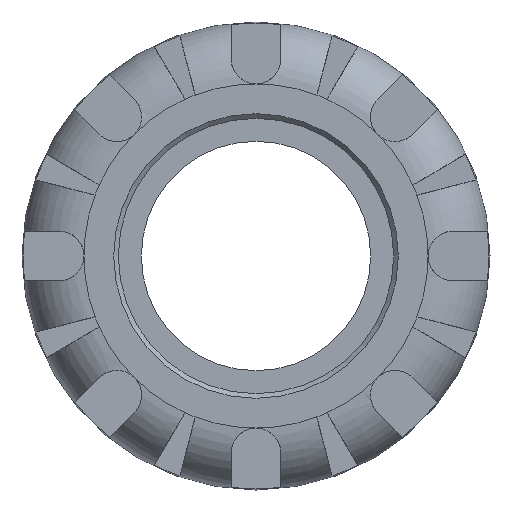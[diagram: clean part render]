
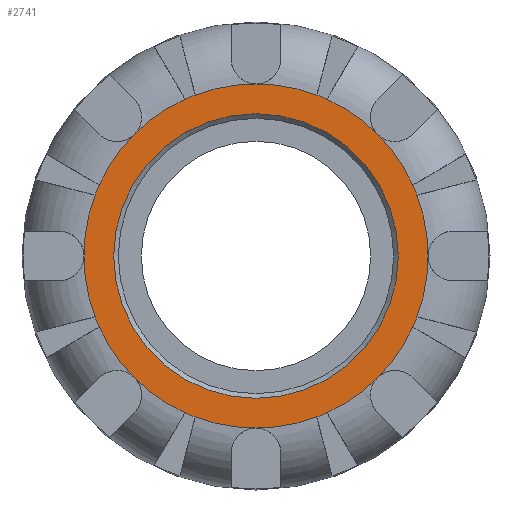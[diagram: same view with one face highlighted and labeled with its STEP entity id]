
A CAD part, left-side view. The second image highlights one B-rep face of the part: STEP entity #2741.
In plain terms, the highlighted planar face has unit normal (-1, 0, 0).
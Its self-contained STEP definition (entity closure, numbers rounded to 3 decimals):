
#22=FACE_BOUND('',#619,.T.);
#47=PLANE('',#2921);
#453=FACE_OUTER_BOUND('',#618,.T.);
#618=EDGE_LOOP('',(#1765,#1766,#1767,#1768,#1769,#1770,#1771,#1772,#1773,
#1774,#1775,#1776,#1777,#1778,#1779,#1780,#1781,#1782,#1783,#1784,#1785,
#1786,#1787,#1788));
#619=EDGE_LOOP('',(#1789));
#796=CIRCLE('',#2920,25.85);
#797=CIRCLE('',#2922,31.25);
#798=CIRCLE('',#2923,31.25);
#799=CIRCLE('',#2924,31.25);
#800=CIRCLE('',#2925,31.25);
#801=CIRCLE('',#2926,31.25);
#802=CIRCLE('',#2927,31.25);
#803=CIRCLE('',#2928,31.25);
#804=CIRCLE('',#2929,31.25);
#805=CIRCLE('',#2930,31.25);
#806=CIRCLE('',#2931,31.25);
#807=CIRCLE('',#2932,31.25);
#808=CIRCLE('',#2933,31.25);
#809=CIRCLE('',#2934,31.25);
#810=CIRCLE('',#2935,31.25);
#811=CIRCLE('',#2936,31.25);
#812=CIRCLE('',#2937,31.25);
#813=CIRCLE('',#2938,31.25);
#814=CIRCLE('',#2939,31.25);
#815=CIRCLE('',#2940,31.25);
#816=CIRCLE('',#2941,31.25);
#817=CIRCLE('',#2942,31.25);
#818=CIRCLE('',#2943,31.25);
#819=CIRCLE('',#2944,31.25);
#820=CIRCLE('',#2945,31.25);
#1066=VERTEX_POINT('',#4271);
#1067=VERTEX_POINT('',#4274);
#1068=VERTEX_POINT('',#4275);
#1069=VERTEX_POINT('',#4277);
#1070=VERTEX_POINT('',#4279);
#1071=VERTEX_POINT('',#4281);
#1072=VERTEX_POINT('',#4283);
#1073=VERTEX_POINT('',#4285);
#1074=VERTEX_POINT('',#4287);
#1075=VERTEX_POINT('',#4289);
#1076=VERTEX_POINT('',#4291);
#1077=VERTEX_POINT('',#4293);
#1078=VERTEX_POINT('',#4295);
#1079=VERTEX_POINT('',#4297);
#1080=VERTEX_POINT('',#4299);
#1081=VERTEX_POINT('',#4301);
#1082=VERTEX_POINT('',#4303);
#1083=VERTEX_POINT('',#4305);
#1084=VERTEX_POINT('',#4307);
#1085=VERTEX_POINT('',#4309);
#1086=VERTEX_POINT('',#4311);
#1087=VERTEX_POINT('',#4313);
#1088=VERTEX_POINT('',#4315);
#1089=VERTEX_POINT('',#4317);
#1090=VERTEX_POINT('',#4319);
#1336=EDGE_CURVE('',#1066,#1066,#796,.T.);
#1337=EDGE_CURVE('',#1067,#1068,#797,.T.);
#1338=EDGE_CURVE('',#1069,#1067,#798,.T.);
#1339=EDGE_CURVE('',#1070,#1069,#799,.T.);
#1340=EDGE_CURVE('',#1071,#1070,#800,.T.);
#1341=EDGE_CURVE('',#1072,#1071,#801,.T.);
#1342=EDGE_CURVE('',#1073,#1072,#802,.T.);
#1343=EDGE_CURVE('',#1074,#1073,#803,.T.);
#1344=EDGE_CURVE('',#1075,#1074,#804,.T.);
#1345=EDGE_CURVE('',#1076,#1075,#805,.T.);
#1346=EDGE_CURVE('',#1077,#1076,#806,.T.);
#1347=EDGE_CURVE('',#1078,#1077,#807,.T.);
#1348=EDGE_CURVE('',#1079,#1078,#808,.T.);
#1349=EDGE_CURVE('',#1080,#1079,#809,.T.);
#1350=EDGE_CURVE('',#1081,#1080,#810,.T.);
#1351=EDGE_CURVE('',#1082,#1081,#811,.T.);
#1352=EDGE_CURVE('',#1083,#1082,#812,.T.);
#1353=EDGE_CURVE('',#1084,#1083,#813,.T.);
#1354=EDGE_CURVE('',#1085,#1084,#814,.T.);
#1355=EDGE_CURVE('',#1086,#1085,#815,.T.);
#1356=EDGE_CURVE('',#1087,#1086,#816,.T.);
#1357=EDGE_CURVE('',#1088,#1087,#817,.T.);
#1358=EDGE_CURVE('',#1089,#1088,#818,.T.);
#1359=EDGE_CURVE('',#1090,#1089,#819,.T.);
#1360=EDGE_CURVE('',#1068,#1090,#820,.T.);
#1765=ORIENTED_EDGE('',*,*,#1337,.F.);
#1766=ORIENTED_EDGE('',*,*,#1338,.F.);
#1767=ORIENTED_EDGE('',*,*,#1339,.F.);
#1768=ORIENTED_EDGE('',*,*,#1340,.F.);
#1769=ORIENTED_EDGE('',*,*,#1341,.F.);
#1770=ORIENTED_EDGE('',*,*,#1342,.F.);
#1771=ORIENTED_EDGE('',*,*,#1343,.F.);
#1772=ORIENTED_EDGE('',*,*,#1344,.F.);
#1773=ORIENTED_EDGE('',*,*,#1345,.F.);
#1774=ORIENTED_EDGE('',*,*,#1346,.F.);
#1775=ORIENTED_EDGE('',*,*,#1347,.F.);
#1776=ORIENTED_EDGE('',*,*,#1348,.F.);
#1777=ORIENTED_EDGE('',*,*,#1349,.F.);
#1778=ORIENTED_EDGE('',*,*,#1350,.F.);
#1779=ORIENTED_EDGE('',*,*,#1351,.F.);
#1780=ORIENTED_EDGE('',*,*,#1352,.F.);
#1781=ORIENTED_EDGE('',*,*,#1353,.F.);
#1782=ORIENTED_EDGE('',*,*,#1354,.F.);
#1783=ORIENTED_EDGE('',*,*,#1355,.F.);
#1784=ORIENTED_EDGE('',*,*,#1356,.F.);
#1785=ORIENTED_EDGE('',*,*,#1357,.F.);
#1786=ORIENTED_EDGE('',*,*,#1358,.F.);
#1787=ORIENTED_EDGE('',*,*,#1359,.F.);
#1788=ORIENTED_EDGE('',*,*,#1360,.F.);
#1789=ORIENTED_EDGE('',*,*,#1336,.F.);
#2741=ADVANCED_FACE('',(#453,#22),#47,.T.);
#2920=AXIS2_PLACEMENT_3D('',#4272,#3271,#3272);
#2921=AXIS2_PLACEMENT_3D('',#4273,#3273,#3274);
#2922=AXIS2_PLACEMENT_3D('',#4276,#3275,#3276);
#2923=AXIS2_PLACEMENT_3D('',#4278,#3277,#3278);
#2924=AXIS2_PLACEMENT_3D('',#4280,#3279,#3280);
#2925=AXIS2_PLACEMENT_3D('',#4282,#3281,#3282);
#2926=AXIS2_PLACEMENT_3D('',#4284,#3283,#3284);
#2927=AXIS2_PLACEMENT_3D('',#4286,#3285,#3286);
#2928=AXIS2_PLACEMENT_3D('',#4288,#3287,#3288);
#2929=AXIS2_PLACEMENT_3D('',#4290,#3289,#3290);
#2930=AXIS2_PLACEMENT_3D('',#4292,#3291,#3292);
#2931=AXIS2_PLACEMENT_3D('',#4294,#3293,#3294);
#2932=AXIS2_PLACEMENT_3D('',#4296,#3295,#3296);
#2933=AXIS2_PLACEMENT_3D('',#4298,#3297,#3298);
#2934=AXIS2_PLACEMENT_3D('',#4300,#3299,#3300);
#2935=AXIS2_PLACEMENT_3D('',#4302,#3301,#3302);
#2936=AXIS2_PLACEMENT_3D('',#4304,#3303,#3304);
#2937=AXIS2_PLACEMENT_3D('',#4306,#3305,#3306);
#2938=AXIS2_PLACEMENT_3D('',#4308,#3307,#3308);
#2939=AXIS2_PLACEMENT_3D('',#4310,#3309,#3310);
#2940=AXIS2_PLACEMENT_3D('',#4312,#3311,#3312);
#2941=AXIS2_PLACEMENT_3D('',#4314,#3313,#3314);
#2942=AXIS2_PLACEMENT_3D('',#4316,#3315,#3316);
#2943=AXIS2_PLACEMENT_3D('',#4318,#3317,#3318);
#2944=AXIS2_PLACEMENT_3D('',#4320,#3319,#3320);
#2945=AXIS2_PLACEMENT_3D('',#4321,#3321,#3322);
#3271=DIRECTION('center_axis',(-1.,0.,0.));
#3272=DIRECTION('ref_axis',(0.,-1.,0.));
#3273=DIRECTION('center_axis',(-1.,0.,0.));
#3274=DIRECTION('ref_axis',(0.,0.,1.));
#3275=DIRECTION('center_axis',(1.,0.,0.));
#3276=DIRECTION('ref_axis',(0.,0.,-1.));
#3277=DIRECTION('center_axis',(1.,0.,0.));
#3278=DIRECTION('ref_axis',(0.,0.,-1.));
#3279=DIRECTION('center_axis',(1.,0.,0.));
#3280=DIRECTION('ref_axis',(0.,0.,-1.));
#3281=DIRECTION('center_axis',(1.,0.,0.));
#3282=DIRECTION('ref_axis',(0.,0.,-1.));
#3283=DIRECTION('center_axis',(1.,0.,0.));
#3284=DIRECTION('ref_axis',(0.,0.,-1.));
#3285=DIRECTION('center_axis',(1.,0.,0.));
#3286=DIRECTION('ref_axis',(0.,0.,-1.));
#3287=DIRECTION('center_axis',(1.,0.,0.));
#3288=DIRECTION('ref_axis',(0.,0.,-1.));
#3289=DIRECTION('center_axis',(1.,0.,0.));
#3290=DIRECTION('ref_axis',(0.,0.,-1.));
#3291=DIRECTION('center_axis',(1.,0.,0.));
#3292=DIRECTION('ref_axis',(0.,0.,-1.));
#3293=DIRECTION('center_axis',(1.,0.,0.));
#3294=DIRECTION('ref_axis',(0.,0.,-1.));
#3295=DIRECTION('center_axis',(1.,0.,0.));
#3296=DIRECTION('ref_axis',(0.,0.,-1.));
#3297=DIRECTION('center_axis',(1.,0.,0.));
#3298=DIRECTION('ref_axis',(0.,0.,-1.));
#3299=DIRECTION('center_axis',(1.,0.,0.));
#3300=DIRECTION('ref_axis',(0.,0.,-1.));
#3301=DIRECTION('center_axis',(1.,0.,0.));
#3302=DIRECTION('ref_axis',(0.,0.,-1.));
#3303=DIRECTION('center_axis',(1.,0.,0.));
#3304=DIRECTION('ref_axis',(0.,0.,-1.));
#3305=DIRECTION('center_axis',(1.,0.,0.));
#3306=DIRECTION('ref_axis',(0.,0.,-1.));
#3307=DIRECTION('center_axis',(1.,0.,0.));
#3308=DIRECTION('ref_axis',(0.,0.,-1.));
#3309=DIRECTION('center_axis',(1.,0.,0.));
#3310=DIRECTION('ref_axis',(0.,0.,-1.));
#3311=DIRECTION('center_axis',(1.,0.,0.));
#3312=DIRECTION('ref_axis',(0.,0.,-1.));
#3313=DIRECTION('center_axis',(1.,0.,0.));
#3314=DIRECTION('ref_axis',(0.,0.,-1.));
#3315=DIRECTION('center_axis',(1.,0.,0.));
#3316=DIRECTION('ref_axis',(0.,0.,-1.));
#3317=DIRECTION('center_axis',(1.,0.,0.));
#3318=DIRECTION('ref_axis',(0.,0.,-1.));
#3319=DIRECTION('center_axis',(1.,0.,0.));
#3320=DIRECTION('ref_axis',(0.,0.,-1.));
#3321=DIRECTION('center_axis',(1.,0.,0.));
#3322=DIRECTION('ref_axis',(0.,0.,-1.));
#4271=CARTESIAN_POINT('',(-79.,25.85,0.));
#4272=CARTESIAN_POINT('Origin',(-79.,0.,0.));
#4273=CARTESIAN_POINT('Origin',(-79.,31.25,0.));
#4274=CARTESIAN_POINT('',(-79.,31.25,0.));
#4275=CARTESIAN_POINT('',(-79.,29.239,11.029));
#4276=CARTESIAN_POINT('Origin',(-79.,0.,0.));
#4277=CARTESIAN_POINT('',(-79.,29.239,-11.029));
#4278=CARTESIAN_POINT('Origin',(-79.,0.,0.));
#4279=CARTESIAN_POINT('',(-79.,28.474,-12.877));
#4280=CARTESIAN_POINT('Origin',(-79.,0.,0.));
#4281=CARTESIAN_POINT('',(-79.,22.097,-22.097));
#4282=CARTESIAN_POINT('Origin',(-79.,0.,0.));
#4283=CARTESIAN_POINT('',(-79.,12.877,-28.474));
#4284=CARTESIAN_POINT('Origin',(-79.,0.,0.));
#4285=CARTESIAN_POINT('',(-79.,11.029,-29.239));
#4286=CARTESIAN_POINT('Origin',(-79.,0.,0.));
#4287=CARTESIAN_POINT('',(-79.,0.,-31.25));
#4288=CARTESIAN_POINT('Origin',(-79.,0.,0.));
#4289=CARTESIAN_POINT('',(-79.,-11.029,-29.239));
#4290=CARTESIAN_POINT('Origin',(-79.,0.,0.));
#4291=CARTESIAN_POINT('',(-79.,-12.877,-28.474));
#4292=CARTESIAN_POINT('Origin',(-79.,0.,0.));
#4293=CARTESIAN_POINT('',(-79.,-22.097,-22.097));
#4294=CARTESIAN_POINT('Origin',(-79.,0.,0.));
#4295=CARTESIAN_POINT('',(-79.,-28.474,-12.877));
#4296=CARTESIAN_POINT('Origin',(-79.,0.,0.));
#4297=CARTESIAN_POINT('',(-79.,-29.239,-11.029));
#4298=CARTESIAN_POINT('Origin',(-79.,0.,0.));
#4299=CARTESIAN_POINT('',(-79.,-31.25,0.));
#4300=CARTESIAN_POINT('Origin',(-79.,0.,0.));
#4301=CARTESIAN_POINT('',(-79.,-29.239,11.029));
#4302=CARTESIAN_POINT('Origin',(-79.,0.,0.));
#4303=CARTESIAN_POINT('',(-79.,-28.474,12.877));
#4304=CARTESIAN_POINT('Origin',(-79.,0.,0.));
#4305=CARTESIAN_POINT('',(-79.,-22.097,22.097));
#4306=CARTESIAN_POINT('Origin',(-79.,0.,0.));
#4307=CARTESIAN_POINT('',(-79.,-12.877,28.474));
#4308=CARTESIAN_POINT('Origin',(-79.,0.,0.));
#4309=CARTESIAN_POINT('',(-79.,-11.029,29.239));
#4310=CARTESIAN_POINT('Origin',(-79.,0.,0.));
#4311=CARTESIAN_POINT('',(-79.,0.,31.25));
#4312=CARTESIAN_POINT('Origin',(-79.,0.,0.));
#4313=CARTESIAN_POINT('',(-79.,11.029,29.239));
#4314=CARTESIAN_POINT('Origin',(-79.,0.,0.));
#4315=CARTESIAN_POINT('',(-79.,12.877,28.474));
#4316=CARTESIAN_POINT('Origin',(-79.,0.,0.));
#4317=CARTESIAN_POINT('',(-79.,22.097,22.097));
#4318=CARTESIAN_POINT('Origin',(-79.,0.,0.));
#4319=CARTESIAN_POINT('',(-79.,28.474,12.877));
#4320=CARTESIAN_POINT('Origin',(-79.,0.,0.));
#4321=CARTESIAN_POINT('Origin',(-79.,0.,0.));
